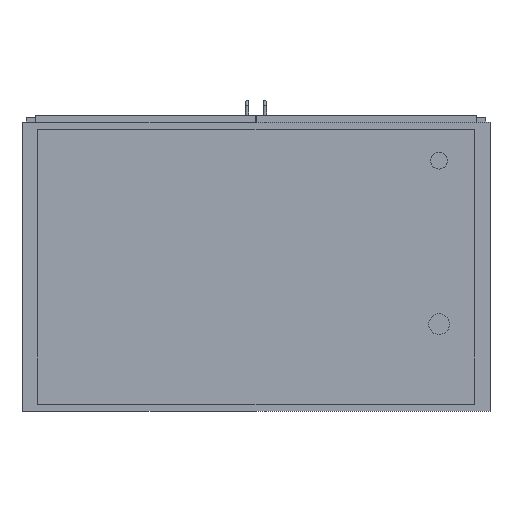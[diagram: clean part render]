
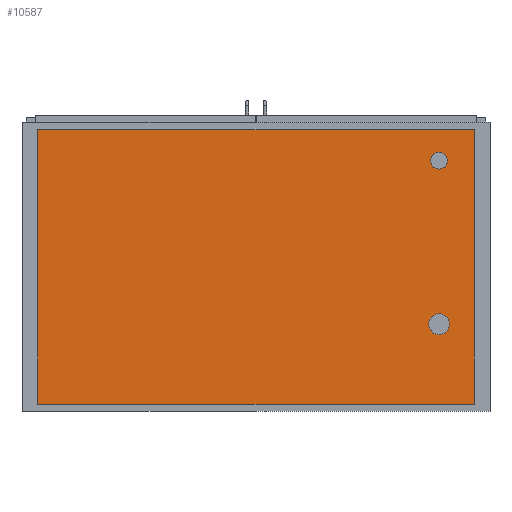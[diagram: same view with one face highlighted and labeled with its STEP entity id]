
A CAD part, front view. The second image highlights one B-rep face of the part: STEP entity #10587.
In plain terms, the highlighted planar face has unit normal (0, -1, 0).
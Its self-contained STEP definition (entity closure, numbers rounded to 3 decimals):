
#97=FACE_BOUND('',#1097,.T.);
#98=FACE_BOUND('',#1098,.T.);
#117=CIRCLE('',#11297,20.);
#119=CIRCLE('',#11301,25.);
#447=FACE_OUTER_BOUND('',#1096,.T.);
#1096=EDGE_LOOP('',(#7109,#7110,#7111,#7112));
#1097=EDGE_LOOP('',(#7113));
#1098=EDGE_LOOP('',(#7114));
#1794=LINE('',#15226,#3146);
#1796=LINE('',#15230,#3148);
#1798=LINE('',#15234,#3150);
#1800=LINE('',#15237,#3152);
#3146=VECTOR('',#12231,10.);
#3148=VECTOR('',#12235,10.);
#3150=VECTOR('',#12239,10.);
#3152=VECTOR('',#12243,10.);
#4456=VERTEX_POINT('',#15152);
#4458=VERTEX_POINT('',#15159);
#4479=VERTEX_POINT('',#15223);
#4480=VERTEX_POINT('',#15225);
#4481=VERTEX_POINT('',#15229);
#4482=VERTEX_POINT('',#15233);
#5477=EDGE_CURVE('',#4456,#4456,#117,.T.);
#5480=EDGE_CURVE('',#4458,#4458,#119,.T.);
#5510=EDGE_CURVE('',#4480,#4479,#1794,.T.);
#5512=EDGE_CURVE('',#4481,#4480,#1796,.T.);
#5514=EDGE_CURVE('',#4482,#4481,#1798,.T.);
#5516=EDGE_CURVE('',#4479,#4482,#1800,.T.);
#7109=ORIENTED_EDGE('',*,*,#5516,.T.);
#7110=ORIENTED_EDGE('',*,*,#5514,.T.);
#7111=ORIENTED_EDGE('',*,*,#5512,.T.);
#7112=ORIENTED_EDGE('',*,*,#5510,.T.);
#7113=ORIENTED_EDGE('',*,*,#5477,.T.);
#7114=ORIENTED_EDGE('',*,*,#5480,.T.);
#10030=PLANE('',#11318);
#10587=ADVANCED_FACE('',(#447,#97,#98),#10030,.T.);
#11297=AXIS2_PLACEMENT_3D('',#15154,#12165,#12166);
#11301=AXIS2_PLACEMENT_3D('',#15161,#12174,#12175);
#11318=AXIS2_PLACEMENT_3D('',#15238,#12244,#12245);
#12165=DIRECTION('center_axis',(0.,1.,0.));
#12166=DIRECTION('ref_axis',(1.,0.,0.));
#12174=DIRECTION('center_axis',(0.,1.,0.));
#12175=DIRECTION('ref_axis',(1.,0.,0.));
#12231=DIRECTION('',(1.,0.,0.));
#12235=DIRECTION('',(0.,0.,-1.));
#12239=DIRECTION('',(-1.,0.,0.));
#12243=DIRECTION('',(0.,0.,1.));
#12244=DIRECTION('center_axis',(0.,-1.,0.));
#12245=DIRECTION('ref_axis',(0.,0.,-1.));
#15152=CARTESIAN_POINT('',(420.,-370.,255.));
#15154=CARTESIAN_POINT('Origin',(440.,-370.,255.));
#15159=CARTESIAN_POINT('',(415.,-370.,-138.));
#15161=CARTESIAN_POINT('Origin',(440.,-370.,-138.));
#15223=CARTESIAN_POINT('',(525.,-370.,-330.));
#15225=CARTESIAN_POINT('',(-525.,-370.,-330.));
#15226=CARTESIAN_POINT('',(525.,-370.,-330.));
#15229=CARTESIAN_POINT('',(-525.,-370.,330.));
#15230=CARTESIAN_POINT('',(-525.,-370.,-330.));
#15233=CARTESIAN_POINT('',(525.,-370.,330.));
#15234=CARTESIAN_POINT('',(-525.,-370.,330.));
#15237=CARTESIAN_POINT('',(525.,-370.,330.));
#15238=CARTESIAN_POINT('Origin',(0.,-370.,0.));
